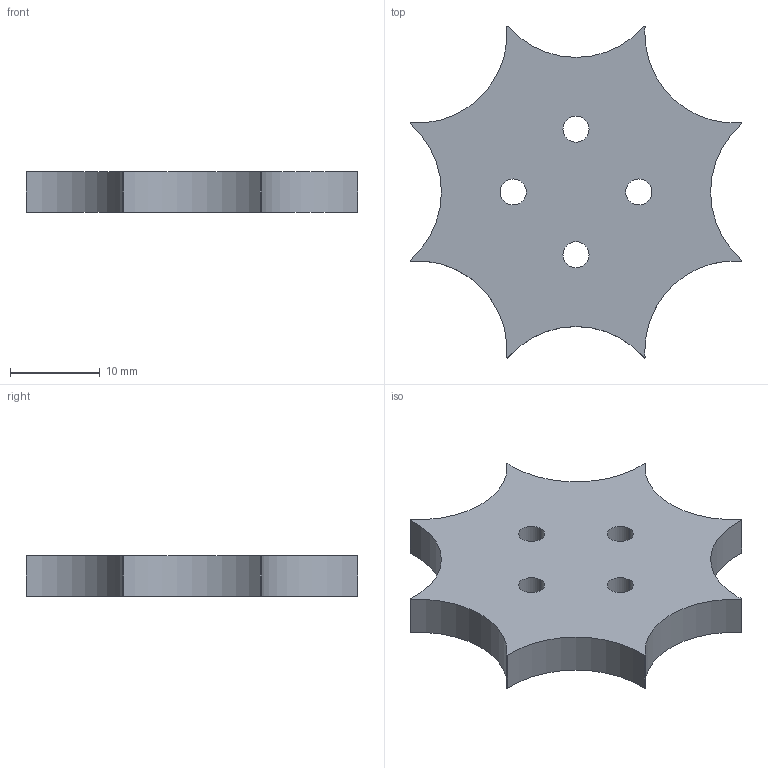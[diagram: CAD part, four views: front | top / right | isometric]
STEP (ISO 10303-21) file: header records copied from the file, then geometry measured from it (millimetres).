
FILE_DESCRIPTION (( 'STEP AP203' ), '1' );
FILE_NAME ('MotorGear.STEP', '2024-06-03T15:25:46', ( '' ), ( '' ), 'SwSTEP 2.0', 'SolidWorks 2023', '' );
FILE_SCHEMA (( 'CONFIG_CONTROL_DESIGN' ));
Length unit declared in the file: millimetre
Products named in the file (1): MotorGear
Bounding box: 37 x 37 x 4.5 mm (x, y, z)
Volume: 3015.4 mm3; surface area: 2473.4 mm2
Topology: 1 solids, 1 shells, 32 faces, 87 edges, 58 vertices
Faces by surface type: cylinder 29, plane 3
Entity records: 1142 total; most frequent: DIRECTION 211, CARTESIAN_POINT 178, ORIENTED_EDGE 174, AXIS2_PLACEMENT_3D 91, EDGE_CURVE 87, CIRCLE 58, VERTEX_POINT 58, EDGE_LOOP 41
